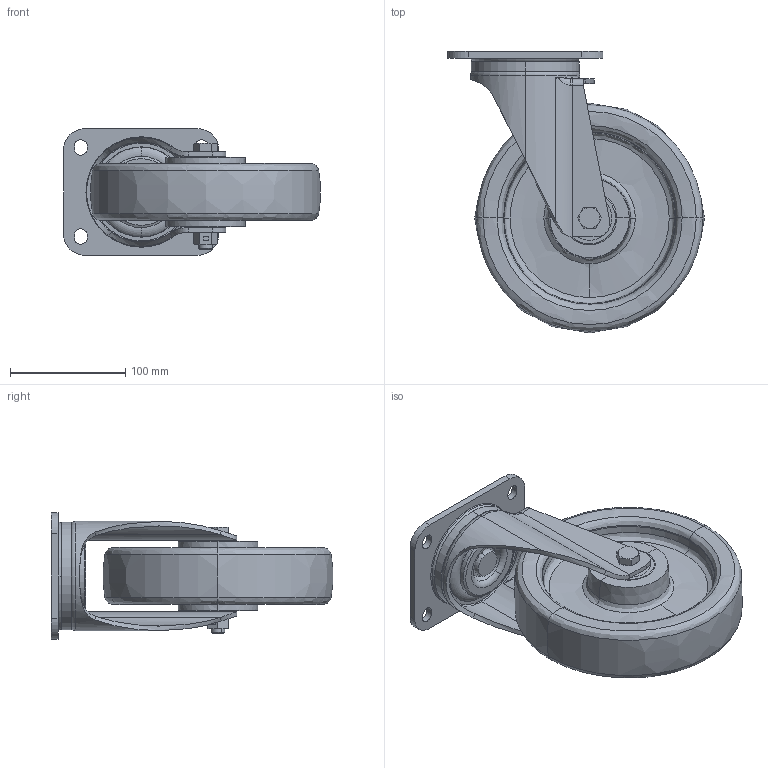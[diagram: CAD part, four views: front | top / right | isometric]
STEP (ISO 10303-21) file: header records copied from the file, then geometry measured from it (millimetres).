
FILE_DESCRIPTION (( 'STEP AP214' ), '1' );
FILE_NAME ('0020321_L-IM-TPKH-200-K-3.STEP', '2016-11-02T13:39:01', ( '' ), ( '' ), 'SwSTEP 2.0', 'SolidWorks 2016', '' );
FILE_SCHEMA (( 'AUTOMOTIVE_DESIGN' ));
Length unit declared in the file: millimetre
Products named in the file (1): 0020321_L-IM-TPKH-200-K-3
Bounding box: 223.32 x 244.82 x 110 mm (x, y, z)
Surface area: 249120.5 mm2 (no closed solid volume)
Topology: 0 solids, 17 shells, 667 faces, 1627 edges, 1024 vertices
Faces by surface type: plane 310, cylinder 152, torus 90, cone 74, bspline 41
Entity records: 28572 total; most frequent: CARTESIAN_POINT 5166, DIRECTION 3469, ORIENTED_EDGE 3222, EDGE_CURVE 1623, AXIS2_PLACEMENT_3D 1290, VERTEX_POINT 1024, LINE 889, VECTOR 889
